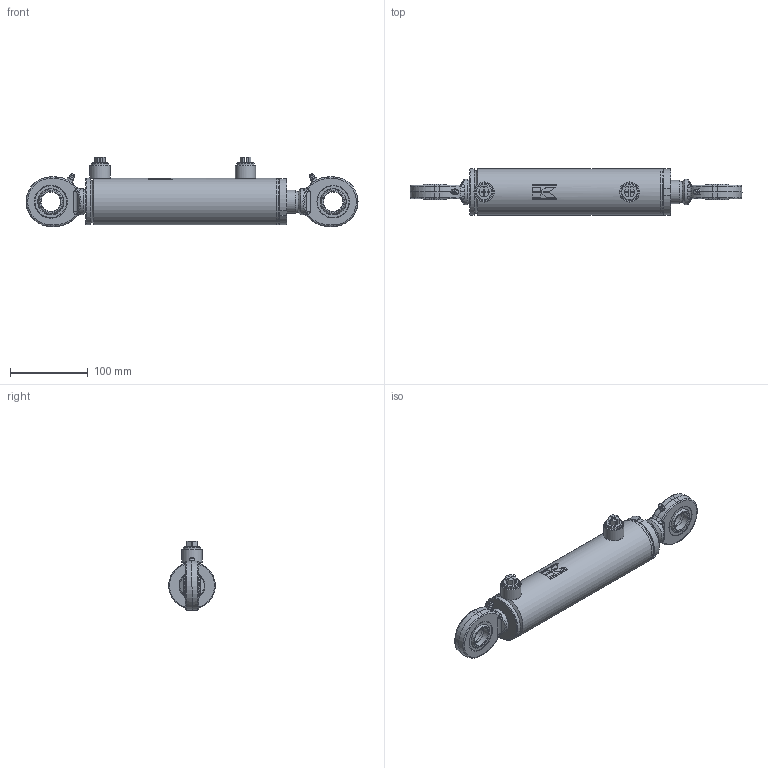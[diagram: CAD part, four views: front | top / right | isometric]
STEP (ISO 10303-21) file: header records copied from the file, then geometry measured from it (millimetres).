
FILE_DESCRIPTION (( 'STEP AP214' ), '1' );
FILE_NAME ('CFGCY0079649-Cylinder.step', '2026-03-09T15:15:15', ( 'Kramp IT' ), ( 'Kramp' ), 'SwSTEP 2.0', 'SolidWorks 2025', '' );
FILE_SCHEMA (( 'AUTOMOTIVE_DESIGN' ));
Length unit declared in the file: millimetre
Products named in the file (19): GK25DO-RD; GK25DO; LSN06E; GK25DO-EC; Rod_Simplified; MATE-AID; Rod-WA_Simplified; DS2905013030VM_Simplified; DS2905004VM_Simplified; Tube-MA_Simplified; Tube-WA_Simplified; Tube_Simplified; DS2905004_Simplified; SP06M; DC3905001; DS2905015; CFGCY0079649-Cylinder; DS2905013030_Simplified
Assembly tree (20 placements, depth 4):
  MATE-AID
  CFGCY0079649-Cylinder
    Tube-WA_Simplified
      Tube-MA_Simplified
        Tube_Simplified
        LSN06E
      LSN06E
      DC3905001
        DC3905001
      GK25DO-EC
        GK25DO
    Rod-WA_Simplified
      Rod_Simplified
      GK25DO-RD
        GK25DO
    DS2905013030VM_Simplified
      DS2905013030_Simplified
    DS2905004VM_Simplified
      DS2905004_Simplified
    DS2905015
    SP06M  x2
Bounding box: 428 x 60 x 89 mm (x, y, z)
Volume: 682530.9 mm3; surface area: 200530.7 mm2
Topology: 20 solids, 20 shells, 477 faces, 1109 edges, 707 vertices
Faces by surface type: plane 189, cylinder 123, bspline 78, cone 73, torus 14
Full cylindrical faces by diameter (mm): 2.5 x8, 3 x2, 4 x4, 4.5 x2, 4.917 x2, 5.072 x2, 6 x2, 7 x2, 8 x2, 14.5 x1, 14.95 x2, 16.66 x2, 22.2 x2, 22.5 x2, 24 x1, 25 x4, 26 x2, 30 x2, 33.5 x2, 34 x1, 41.412 x2, 42 x6, 45.41 x2, 48.66 x2, 50 x2, 54 x1, 59.5 x1, 60 x3
Entity records: 16940 total; most frequent: CARTESIAN_POINT 8229, DIRECTION 1204, ORIENTED_EDGE 1046, EDGE_CURVE 523, AXIS2_PLACEMENT_3D 499, EDGE_LOOP 452, VERTEX_POINT 383, FACE_OUTER_BOUND 364
